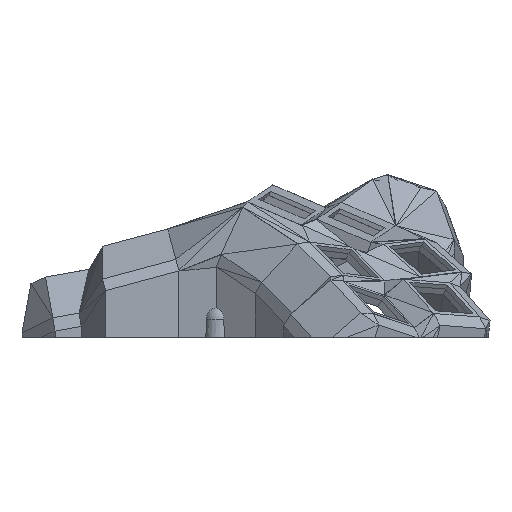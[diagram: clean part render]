
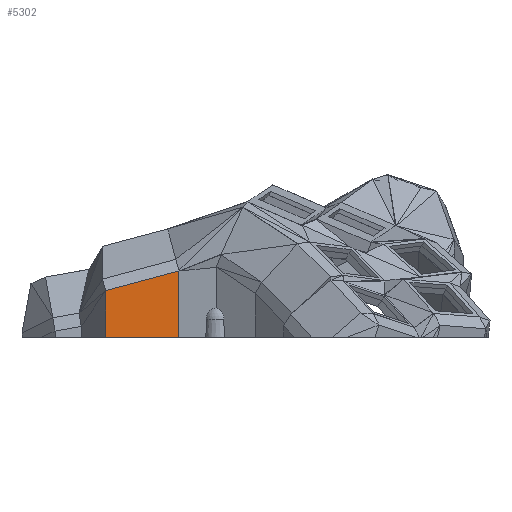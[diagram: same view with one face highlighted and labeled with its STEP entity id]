
A CAD part, front view. The second image highlights one B-rep face of the part: STEP entity #5302.
In plain terms, the highlighted planar face has unit normal (0, -1, 0).
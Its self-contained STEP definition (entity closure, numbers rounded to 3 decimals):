
#173 = PLANE('',#174);
#174 = AXIS2_PLACEMENT_3D('',#175,#176,#177);
#175 = CARTESIAN_POINT('',(175.,-175.,0.));
#176 = DIRECTION('',(0.,0.,1.));
#177 = DIRECTION('',(1.,0.,0.));
#3234 = VERTEX_POINT('',#3235);
#3235 = CARTESIAN_POINT('',(6.065,-67.72,0.));
#3249 = PLANE('',#3250);
#3250 = AXIS2_PLACEMENT_3D('',#3251,#3252,#3253);
#3251 = CARTESIAN_POINT('',(13.764,-69.045,
    2.861));
#3252 = DIRECTION('',(0.17,0.986,-0.));
#3253 = DIRECTION('',(0.986,-0.17,0.));
#3261 = EDGE_CURVE('',#3234,#3262,#3264,.T.);
#3262 = VERTEX_POINT('',#3263);
#3263 = CARTESIAN_POINT('',(-15.137,-67.72,0.));
#3264 = SURFACE_CURVE('',#3265,(#3269,#3276),.PCURVE_S1.);
#3265 = LINE('',#3266,#3267);
#3266 = CARTESIAN_POINT('',(87.081,-67.72,0.));
#3267 = VECTOR('',#3268,1.);
#3268 = DIRECTION('',(-1.,0.,-0.));
#3269 = PCURVE('',#173,#3270);
#3270 = DEFINITIONAL_REPRESENTATION('',(#3271),#3275);
#3271 = LINE('',#3272,#3273);
#3272 = CARTESIAN_POINT('',(-87.919,107.28));
#3273 = VECTOR('',#3274,1.);
#3274 = DIRECTION('',(-1.,0.));
#3275 = ( GEOMETRIC_REPRESENTATION_CONTEXT(2) 
PARAMETRIC_REPRESENTATION_CONTEXT() REPRESENTATION_CONTEXT('2D SPACE',''
  ) );
#3276 = PCURVE('',#3277,#3282);
#3277 = PLANE('',#3278);
#3278 = AXIS2_PLACEMENT_3D('',#3279,#3280,#3281);
#3279 = CARTESIAN_POINT('',(-0.838,-67.72,
    1.028));
#3280 = DIRECTION('',(0.,1.,0.));
#3281 = DIRECTION('',(0.,0.,-1.));
#3282 = DEFINITIONAL_REPRESENTATION('',(#3283),#3287);
#3283 = LINE('',#3284,#3285);
#3284 = CARTESIAN_POINT('',(1.028,-87.919));
#3285 = VECTOR('',#3286,1.);
#3286 = DIRECTION('',(0.,1.));
#3287 = ( GEOMETRIC_REPRESENTATION_CONTEXT(2) 
PARAMETRIC_REPRESENTATION_CONTEXT() REPRESENTATION_CONTEXT('2D SPACE',''
  ) );
#3305 = PLANE('',#3306);
#3306 = AXIS2_PLACEMENT_3D('',#3307,#3308,#3309);
#3307 = CARTESIAN_POINT('',(-19.469,-61.102,
    2.481));
#3308 = DIRECTION('',(-0.837,-0.548,0.)
  );
#3309 = DIRECTION('',(0.548,-0.837,0.));
#5255 = VERTEX_POINT('',#5256);
#5256 = CARTESIAN_POINT('',(-15.137,-67.72,
    13.526));
#5282 = EDGE_CURVE('',#5255,#3262,#5283,.T.);
#5283 = SURFACE_CURVE('',#5284,(#5288,#5295),.PCURVE_S1.);
#5284 = LINE('',#5285,#5286);
#5285 = CARTESIAN_POINT('',(-15.137,-67.72,
    13.526));
#5286 = VECTOR('',#5287,1.);
#5287 = DIRECTION('',(-0.,-0.,-1.));
#5288 = PCURVE('',#3305,#5289);
#5289 = DEFINITIONAL_REPRESENTATION('',(#5290),#5294);
#5290 = LINE('',#5291,#5292);
#5291 = CARTESIAN_POINT('',(7.909,11.046));
#5292 = VECTOR('',#5293,1.);
#5293 = DIRECTION('',(-0.,-1.));
#5294 = ( GEOMETRIC_REPRESENTATION_CONTEXT(2) 
PARAMETRIC_REPRESENTATION_CONTEXT() REPRESENTATION_CONTEXT('2D SPACE',''
  ) );
#5295 = PCURVE('',#3277,#5296);
#5296 = DEFINITIONAL_REPRESENTATION('',(#5297),#5301);
#5297 = LINE('',#5298,#5299);
#5298 = CARTESIAN_POINT('',(-12.499,14.299));
#5299 = VECTOR('',#5300,1.);
#5300 = DIRECTION('',(1.,0.));
#5301 = ( GEOMETRIC_REPRESENTATION_CONTEXT(2) 
PARAMETRIC_REPRESENTATION_CONTEXT() REPRESENTATION_CONTEXT('2D SPACE',''
  ) );
#5302 = ADVANCED_FACE('',(#5303),#3277,.F.);
#5303 = FACE_BOUND('',#5304,.T.);
#5304 = EDGE_LOOP('',(#5305,#5333,#5334,#5335));
#5305 = ORIENTED_EDGE('',*,*,#5306,.F.);
#5306 = EDGE_CURVE('',#5255,#5307,#5309,.T.);
#5307 = VERTEX_POINT('',#5308);
#5308 = CARTESIAN_POINT('',(6.065,-67.72,
    19.208));
#5309 = SURFACE_CURVE('',#5310,(#5314,#5321),.PCURVE_S1.);
#5310 = LINE('',#5311,#5312);
#5311 = CARTESIAN_POINT('',(-15.137,-67.72,
    13.526));
#5312 = VECTOR('',#5313,1.);
#5313 = DIRECTION('',(0.966,-0.,0.259));
#5314 = PCURVE('',#3277,#5315);
#5315 = DEFINITIONAL_REPRESENTATION('',(#5316),#5320);
#5316 = LINE('',#5317,#5318);
#5317 = CARTESIAN_POINT('',(-12.499,14.299));
#5318 = VECTOR('',#5319,1.);
#5319 = DIRECTION('',(-0.259,-0.966));
#5320 = ( GEOMETRIC_REPRESENTATION_CONTEXT(2) 
PARAMETRIC_REPRESENTATION_CONTEXT() REPRESENTATION_CONTEXT('2D SPACE',''
  ) );
#5321 = PCURVE('',#5322,#5327);
#5322 = PLANE('',#5323);
#5323 = AXIS2_PLACEMENT_3D('',#5324,#5325,#5326);
#5324 = CARTESIAN_POINT('',(-4.213,-66.264,
    19.063));
#5325 = DIRECTION('',(0.129,0.866,-0.483));
#5326 = DIRECTION('',(0.,-0.487,-0.873));
#5327 = DEFINITIONAL_REPRESENTATION('',(#5328),#5332);
#5328 = LINE('',#5329,#5330);
#5329 = CARTESIAN_POINT('',(5.544,11.017));
#5330 = VECTOR('',#5331,1.);
#5331 = DIRECTION('',(-0.226,-0.974));
#5332 = ( GEOMETRIC_REPRESENTATION_CONTEXT(2) 
PARAMETRIC_REPRESENTATION_CONTEXT() REPRESENTATION_CONTEXT('2D SPACE',''
  ) );
#5333 = ORIENTED_EDGE('',*,*,#5282,.T.);
#5334 = ORIENTED_EDGE('',*,*,#3261,.F.);
#5335 = ORIENTED_EDGE('',*,*,#5336,.T.);
#5336 = EDGE_CURVE('',#3234,#5307,#5337,.T.);
#5337 = SURFACE_CURVE('',#5338,(#5342,#5349),.PCURVE_S1.);
#5338 = LINE('',#5339,#5340);
#5339 = CARTESIAN_POINT('',(6.065,-67.72,-10.));
#5340 = VECTOR('',#5341,1.);
#5341 = DIRECTION('',(-0.,-0.,1.));
#5342 = PCURVE('',#3277,#5343);
#5343 = DEFINITIONAL_REPRESENTATION('',(#5344),#5348);
#5344 = LINE('',#5345,#5346);
#5345 = CARTESIAN_POINT('',(11.028,-6.903));
#5346 = VECTOR('',#5347,1.);
#5347 = DIRECTION('',(-1.,0.));
#5348 = ( GEOMETRIC_REPRESENTATION_CONTEXT(2) 
PARAMETRIC_REPRESENTATION_CONTEXT() REPRESENTATION_CONTEXT('2D SPACE',''
  ) );
#5349 = PCURVE('',#3249,#5350);
#5350 = DEFINITIONAL_REPRESENTATION('',(#5351),#5355);
#5351 = LINE('',#5352,#5353);
#5352 = CARTESIAN_POINT('',(-7.813,12.861));
#5353 = VECTOR('',#5354,1.);
#5354 = DIRECTION('',(-0.,-1.));
#5355 = ( GEOMETRIC_REPRESENTATION_CONTEXT(2) 
PARAMETRIC_REPRESENTATION_CONTEXT() REPRESENTATION_CONTEXT('2D SPACE',''
  ) );
